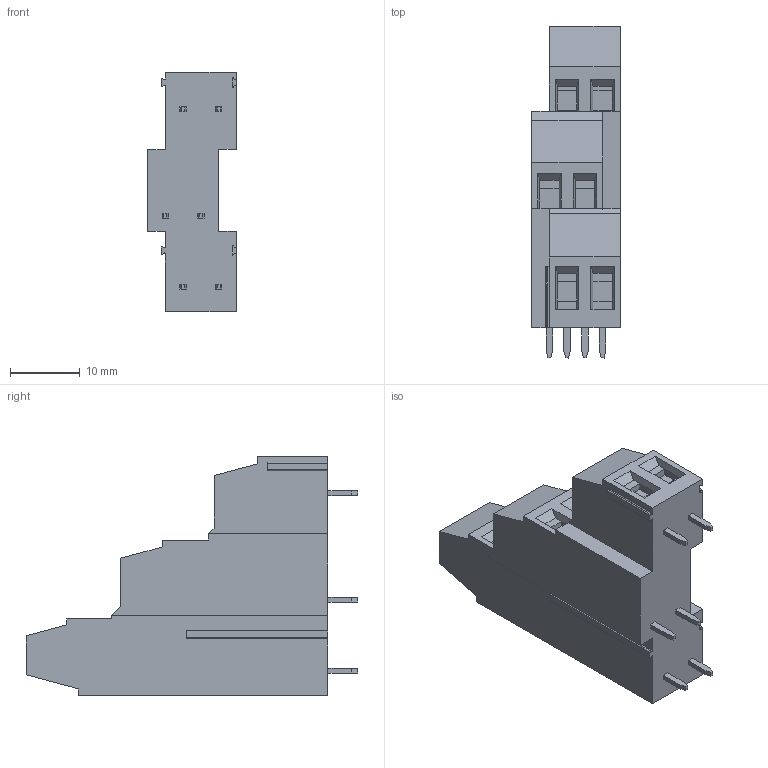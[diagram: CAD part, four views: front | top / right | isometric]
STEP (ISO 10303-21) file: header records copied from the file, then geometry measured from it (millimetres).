
FILE_DESCRIPTION(('STEP AP214'),'1');
FILE_NAME('MVT252-5,08-V.stp','2018-07-03T07:54:19',(' '),(' '),'Spatial InterOp 3D',' ',' ');
FILE_SCHEMA(('automotive_design'));
Length unit declared in the file: metre
Products named in the file (1): 1
Bounding box: 12.7 x 47.5 x 34.3 mm (x, y, z)
Volume: 9490.8 mm3; surface area: 4329.6 mm2
Topology: 1 solids, 1 shells, 210 faces, 541 edges, 353 vertices
Faces by surface type: plane 182, cylinder 28
Full cylindrical faces by diameter (mm): 3.8 x6, 4 x6
Entity records: 7878 total; most frequent: CARTESIAN_POINT 1081, ORIENTED_EDGE 1046, DIRECTION 1019, EDGE_CURVE 523, LINE 449, VECTOR 449, VERTEX_POINT 347, AXIS2_PLACEMENT_3D 285
